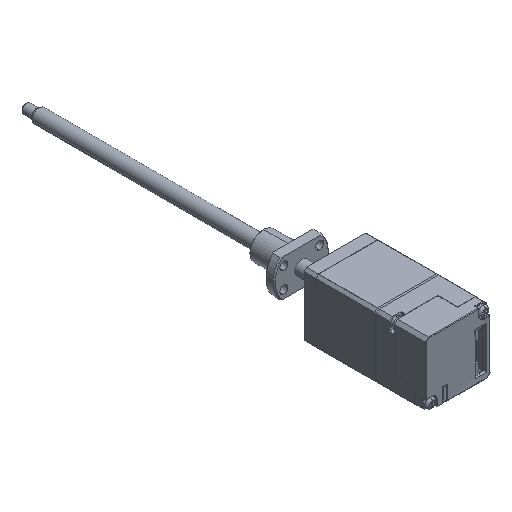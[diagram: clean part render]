
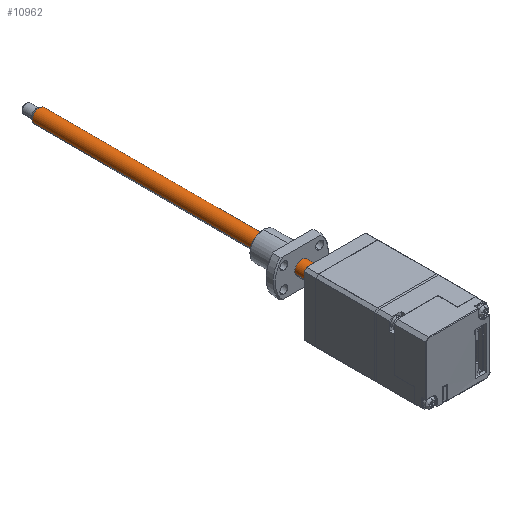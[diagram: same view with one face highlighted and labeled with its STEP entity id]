
A CAD part, isometric view. The second image highlights one B-rep face of the part: STEP entity #10962.
In plain terms, the highlighted cylindrical face has radius 3 mm (diameter 6 mm), a partial arc.
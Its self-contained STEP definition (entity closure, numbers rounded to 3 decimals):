
#147 = DIRECTION ( 'NONE',  ( -0.937, 0., -0.348 ) ) ;
#278 = VECTOR ( 'NONE', #2381, 1000. ) ;
#686 = CARTESIAN_POINT ( 'NONE',  ( -12.711, 129.026, 19.6 ) ) ;
#713 = ORIENTED_EDGE ( 'NONE', *, *, #12563, .T. ) ;
#1431 = DIRECTION ( 'NONE',  ( 0., -1., 0. ) ) ;
#1781 = EDGE_LOOP ( 'NONE', ( #14708, #713, #11945, #4525 ) ) ;
#1914 = DIRECTION ( 'NONE',  ( 0.937, 0., 0.348 ) ) ;
#2381 = DIRECTION ( 'NONE',  ( 0., -1., 0. ) ) ;
#2565 = VERTEX_POINT ( 'NONE', #2935 ) ;
#2719 = AXIS2_PLACEMENT_3D ( 'NONE', #686, #10736, #14259 ) ;
#2911 = EDGE_CURVE ( 'NONE', #2565, #11063, #13764, .T. ) ;
#2935 = CARTESIAN_POINT ( 'NONE',  ( -9.899, 128.026, 20.645 ) ) ;
#4037 = EDGE_CURVE ( 'NONE', #11063, #6491, #5905, .T. ) ;
#4120 = LINE ( 'NONE', #9713, #10208 ) ;
#4147 = DIRECTION ( 'NONE',  ( 0., -1., 0. ) ) ;
#4525 = ORIENTED_EDGE ( 'NONE', *, *, #4037, .F. ) ;
#4904 = VERTEX_POINT ( 'NONE', #5922 ) ;
#5905 = CIRCLE ( 'NONE', #15707, 3. ) ;
#5922 = CARTESIAN_POINT ( 'NONE',  ( -15.523, 128.026, 18.555 ) ) ;
#6491 = VERTEX_POINT ( 'NONE', #13557 ) ;
#6828 = DIRECTION ( 'NONE',  ( 0., -1., 0. ) ) ;
#7579 = CARTESIAN_POINT ( 'NONE',  ( -9.899, 129.026, 20.645 ) ) ;
#8074 = FACE_OUTER_BOUND ( 'NONE', #1781, .T. ) ;
#8537 = CARTESIAN_POINT ( 'NONE',  ( -9.899, 3.026, 20.645 ) ) ;
#9328 = CARTESIAN_POINT ( 'NONE',  ( -12.711, 128.026, 19.6 ) ) ;
#9713 = CARTESIAN_POINT ( 'NONE',  ( -15.523, 129.026, 18.555 ) ) ;
#10019 = CYLINDRICAL_SURFACE ( 'NONE', #2719, 3. ) ;
#10208 = VECTOR ( 'NONE', #4147, 1000. ) ;
#10670 = CIRCLE ( 'NONE', #11487, 3. ) ;
#10736 = DIRECTION ( 'NONE',  ( 0., -1., 0. ) ) ;
#10962 = ADVANCED_FACE ( 'NONE', ( #8074 ), #10019, .T. ) ;
#11063 = VERTEX_POINT ( 'NONE', #8537 ) ;
#11487 = AXIS2_PLACEMENT_3D ( 'NONE', #9328, #6828, #1914 ) ;
#11945 = ORIENTED_EDGE ( 'NONE', *, *, #13492, .T. ) ;
#12563 = EDGE_CURVE ( 'NONE', #2565, #4904, #10670, .T. ) ;
#13492 = EDGE_CURVE ( 'NONE', #4904, #6491, #4120, .T. ) ;
#13557 = CARTESIAN_POINT ( 'NONE',  ( -15.523, 3.026, 18.555 ) ) ;
#13764 = LINE ( 'NONE', #7579, #278 ) ;
#14259 = DIRECTION ( 'NONE',  ( -0.937, 0., -0.348 ) ) ;
#14708 = ORIENTED_EDGE ( 'NONE', *, *, #2911, .F. ) ;
#15228 = CARTESIAN_POINT ( 'NONE',  ( -12.711, 3.026, 19.6 ) ) ;
#15707 = AXIS2_PLACEMENT_3D ( 'NONE', #15228, #1431, #147 ) ;
